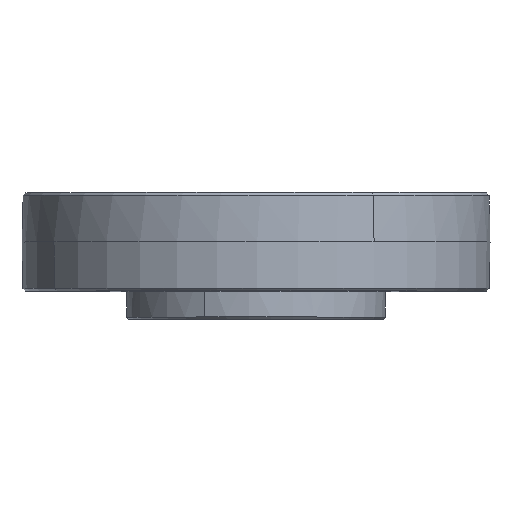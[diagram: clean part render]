
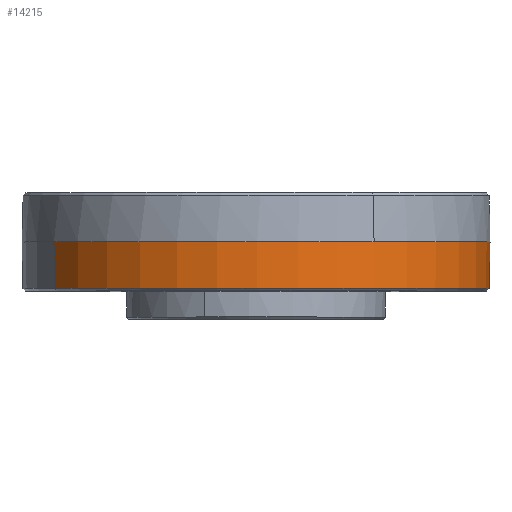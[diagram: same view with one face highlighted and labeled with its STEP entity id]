
A CAD part, top view. The second image highlights one B-rep face of the part: STEP entity #14215.
In plain terms, the highlighted conical face has half-angle 1 degrees and reference radius 53.975 mm.
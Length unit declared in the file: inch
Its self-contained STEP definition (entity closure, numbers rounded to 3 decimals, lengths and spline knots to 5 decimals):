
#568 = ORIENTED_EDGE ( 'NONE', *, *, #24996, .F. ) ;
#569 = ORIENTED_EDGE ( 'NONE', *, *, #33565, .F. ) ;
#570 = ORIENTED_EDGE ( 'NONE', *, *, #25018, .T. ) ;
#571 = ORIENTED_EDGE ( 'NONE', *, *, #33557, .T. ) ;
#5529 = CARTESIAN_POINT ( 'NONE',  ( 0., 0., 0. ) ) ;
#5536 = DIRECTION ( 'NONE',  ( 0., 1., 0. ) ) ;
#5537 = DIRECTION ( 'NONE',  ( 0., 0., -1. ) ) ;
#5541 = CARTESIAN_POINT ( 'NONE',  ( 0., 0.42213, 0. ) ) ;
#5548 = DIRECTION ( 'NONE',  ( 0., 1., 0. ) ) ;
#5549 = DIRECTION ( 'NONE',  ( 0., 0., -1. ) ) ;
#7853 = FACE_OUTER_BOUND ( 'NONE', #29150, .T. ) ;
#7866 = CONICAL_SURFACE ( 'NONE', #25475, 2.125, 0.017 ) ;
#9174 = CARTESIAN_POINT ( 'NONE',  ( 0., 0.42213, -2.11763 ) ) ;
#10726 = CARTESIAN_POINT ( 'NONE',  ( 0., 0.42213, 2.11763 ) ) ;
#10814 = CARTESIAN_POINT ( 'NONE',  ( 0., 0., 2.125 ) ) ;
#14215 = ADVANCED_FACE ( 'NONE', ( #7853 ), #7866, .T. ) ;
#17432 = CARTESIAN_POINT ( 'NONE',  ( 0., 0., 2.125 ) ) ;
#17436 = DIRECTION ( 'NONE',  ( 0., -1., 0.017 ) ) ;
#17489 = CARTESIAN_POINT ( 'NONE',  ( 0., 0., -2.125 ) ) ;
#17490 = DIRECTION ( 'NONE',  ( 0., -1., -0.017 ) ) ;
#17686 = CARTESIAN_POINT ( 'NONE',  ( 0., 0., -2.125 ) ) ;
#19491 = CARTESIAN_POINT ( 'NONE',  ( 0., 0., 0. ) ) ;
#19495 = DIRECTION ( 'NONE',  ( 0., -1., 0. ) ) ;
#19501 = DIRECTION ( 'NONE',  ( 0., 0., -1. ) ) ;
#20498 = VERTEX_POINT ( 'NONE', #9174 ) ;
#21135 = VERTEX_POINT ( 'NONE', #10726 ) ;
#21223 = VERTEX_POINT ( 'NONE', #10814 ) ;
#24996 = EDGE_CURVE ( 'NONE', #21135, #21223, #35983, .T. ) ;
#25018 = EDGE_CURVE ( 'NONE', #20498, #28106, #36019, .T. ) ;
#25475 = AXIS2_PLACEMENT_3D ( 'NONE', #19491, #19495, #19501 ) ;
#28106 = VERTEX_POINT ( 'NONE', #17686 ) ;
#29150 = EDGE_LOOP ( 'NONE', ( #568, #569, #570, #571 ) ) ;
#33557 = EDGE_CURVE ( 'NONE', #28106, #21223, #36589, .T. ) ;
#33565 = EDGE_CURVE ( 'NONE', #20498, #21135, #36593, .T. ) ;
#34232 = AXIS2_PLACEMENT_3D ( 'NONE', #5529, #5536, #5537 ) ;
#34240 = AXIS2_PLACEMENT_3D ( 'NONE', #5541, #5548, #5549 ) ;
#35983 = LINE ( 'NONE', #17432, #35989 ) ;
#35989 = VECTOR ( 'NONE', #17436, 39.37008 ) ;
#36019 = LINE ( 'NONE', #17489, #36020 ) ;
#36020 = VECTOR ( 'NONE', #17490, 39.37008 ) ;
#36589 = CIRCLE ( 'NONE', #34232, 2.125 ) ;
#36593 = CIRCLE ( 'NONE', #34240, 2.11763 ) ;
